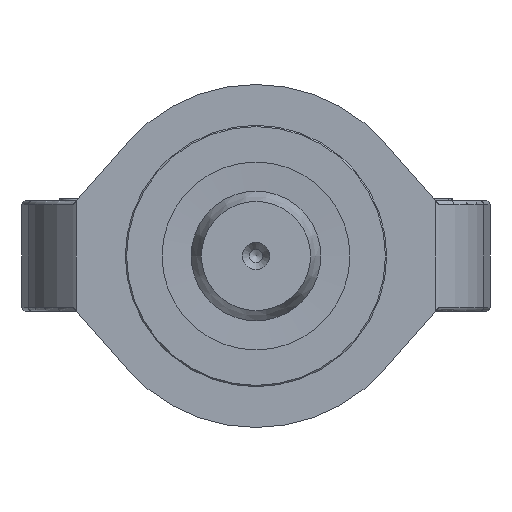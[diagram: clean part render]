
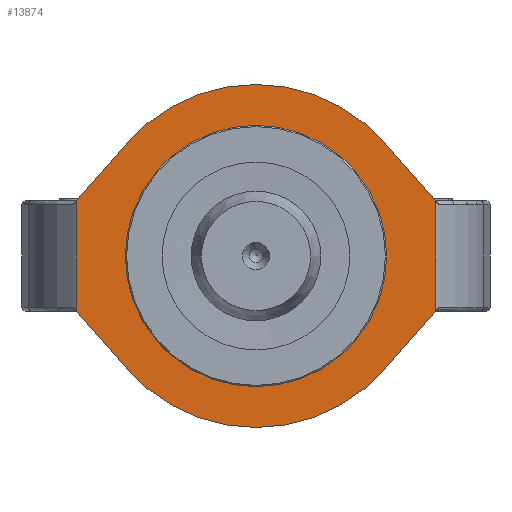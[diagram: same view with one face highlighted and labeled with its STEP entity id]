
A CAD part, front view. The second image highlights one B-rep face of the part: STEP entity #13874.
In plain terms, the highlighted planar face has unit normal (0, -1, 0).
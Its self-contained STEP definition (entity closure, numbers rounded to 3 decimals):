
#340=CIRCLE('',#14627,32.);
#395=CIRCLE('',#14738,42.);
#396=CIRCLE('',#14742,42.);
#614=FACE_BOUND('',#2625,.T.);
#1789=FACE_OUTER_BOUND('',#2624,.T.);
#2624=EDGE_LOOP('',(#10836,#10837,#10838,#10839,#10840,#10841,#10842,#10843));
#2625=EDGE_LOOP('',(#10844));
#3756=LINE('',#21192,#4915);
#3760=LINE('',#21209,#4919);
#3776=LINE('',#21619,#4935);
#3778=LINE('',#21625,#4937);
#3780=LINE('',#21629,#4939);
#3782=LINE('',#21635,#4941);
#4915=VECTOR('',#16449,10.);
#4919=VECTOR('',#16469,10.);
#4935=VECTOR('',#16605,10.);
#4937=VECTOR('',#16613,10.);
#4939=VECTOR('',#16617,10.);
#4941=VECTOR('',#16625,10.);
#6019=VERTEX_POINT('',#21073);
#6047=VERTEX_POINT('',#21184);
#6050=VERTEX_POINT('',#21190);
#6054=VERTEX_POINT('',#21206);
#6055=VERTEX_POINT('',#21208);
#6081=VERTEX_POINT('',#21617);
#6082=VERTEX_POINT('',#21621);
#6083=VERTEX_POINT('',#21627);
#6084=VERTEX_POINT('',#21631);
#7678=EDGE_CURVE('',#6019,#6019,#340,.T.);
#7722=EDGE_CURVE('',#6050,#6047,#3756,.T.);
#7730=EDGE_CURVE('',#6054,#6055,#3760,.T.);
#7790=EDGE_CURVE('',#6054,#6081,#3776,.T.);
#7792=EDGE_CURVE('',#6081,#6082,#395,.T.);
#7793=EDGE_CURVE('',#6082,#6047,#3778,.T.);
#7795=EDGE_CURVE('',#6050,#6083,#3780,.T.);
#7797=EDGE_CURVE('',#6083,#6084,#396,.T.);
#7798=EDGE_CURVE('',#6084,#6055,#3782,.T.);
#10836=ORIENTED_EDGE('',*,*,#7730,.F.);
#10837=ORIENTED_EDGE('',*,*,#7790,.T.);
#10838=ORIENTED_EDGE('',*,*,#7792,.T.);
#10839=ORIENTED_EDGE('',*,*,#7793,.T.);
#10840=ORIENTED_EDGE('',*,*,#7722,.F.);
#10841=ORIENTED_EDGE('',*,*,#7795,.T.);
#10842=ORIENTED_EDGE('',*,*,#7797,.T.);
#10843=ORIENTED_EDGE('',*,*,#7798,.T.);
#10844=ORIENTED_EDGE('',*,*,#7678,.T.);
#13259=PLANE('',#14744);
#13874=ADVANCED_FACE('',(#1789,#614),#13259,.T.);
#14627=AXIS2_PLACEMENT_3D('',#21074,#16348,#16349);
#14738=AXIS2_PLACEMENT_3D('',#21623,#16609,#16610);
#14742=AXIS2_PLACEMENT_3D('',#21633,#16621,#16622);
#14744=AXIS2_PLACEMENT_3D('',#21636,#16626,#16627);
#16348=DIRECTION('center_axis',(0.,1.,0.));
#16349=DIRECTION('ref_axis',(-1.,0.,0.));
#16449=DIRECTION('',(0.,0.,1.));
#16469=DIRECTION('',(0.,0.,-1.));
#16605=DIRECTION('',(-0.659,0.,0.752));
#16609=DIRECTION('center_axis',(0.,-1.,0.));
#16610=DIRECTION('ref_axis',(0.752,0.,0.659));
#16613=DIRECTION('',(-0.659,0.,-0.752));
#16617=DIRECTION('',(0.659,0.,-0.752));
#16621=DIRECTION('center_axis',(0.,-1.,0.));
#16622=DIRECTION('ref_axis',(-0.752,0.,-0.659));
#16625=DIRECTION('',(0.659,0.,0.752));
#16626=DIRECTION('center_axis',(0.,-1.,0.));
#16627=DIRECTION('ref_axis',(1.,0.,0.));
#21073=CARTESIAN_POINT('',(32.,-61.,0.));
#21074=CARTESIAN_POINT('Origin',(0.,-61.,0.));
#21184=CARTESIAN_POINT('',(-44.,-61.,13.5));
#21190=CARTESIAN_POINT('',(-44.,-61.,-13.5));
#21192=CARTESIAN_POINT('',(-44.,-61.,0.));
#21206=CARTESIAN_POINT('',(44.,-61.,13.5));
#21208=CARTESIAN_POINT('',(44.,-61.,-13.5));
#21209=CARTESIAN_POINT('',(44.,-61.,0.));
#21617=CARTESIAN_POINT('',(31.604,-61.,27.663));
#21619=CARTESIAN_POINT('',(44.,-61.,13.5));
#21621=CARTESIAN_POINT('',(-31.604,-61.,27.663));
#21623=CARTESIAN_POINT('Origin',(0.,-61.,0.));
#21625=CARTESIAN_POINT('',(-31.604,-61.,27.663));
#21627=CARTESIAN_POINT('',(-31.604,-61.,-27.663));
#21629=CARTESIAN_POINT('',(-44.,-61.,-13.5));
#21631=CARTESIAN_POINT('',(31.604,-61.,-27.663));
#21633=CARTESIAN_POINT('Origin',(0.,-61.,0.));
#21635=CARTESIAN_POINT('',(31.604,-61.,-27.663));
#21636=CARTESIAN_POINT('Origin',(-44.,-61.,0.));
